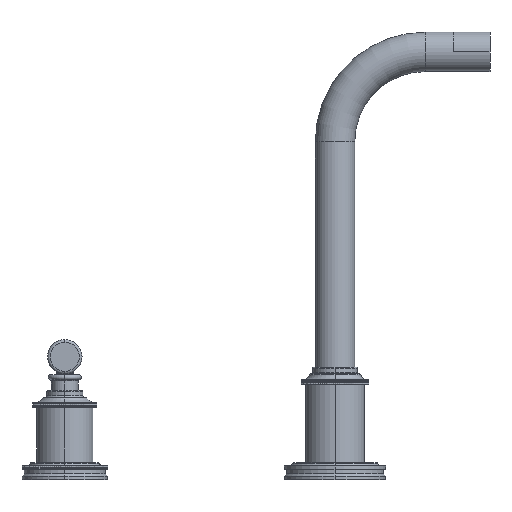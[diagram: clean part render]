
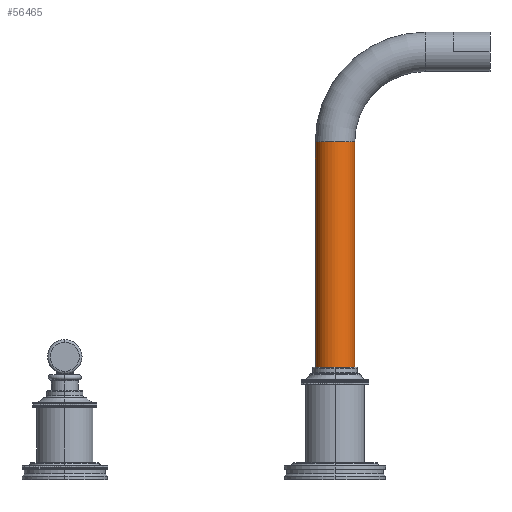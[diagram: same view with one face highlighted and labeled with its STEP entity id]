
A CAD part, left-side view. The second image highlights one B-rep face of the part: STEP entity #56465.
In plain terms, the highlighted cylindrical face has radius 11.113 mm (diameter 22.225 mm), a partial arc.
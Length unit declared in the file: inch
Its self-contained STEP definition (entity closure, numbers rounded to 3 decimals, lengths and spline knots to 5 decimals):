
#49715=CARTESIAN_POINT('',(0.,-6.,2.53));
#49716=DIRECTION('',(0.,0.,-1.));
#49717=DIRECTION('',(0.,-1.,0.));
#49718=AXIS2_PLACEMENT_3D('',#49715,#49716,#49717);
#49745=DIRECTION('',(0.,0.,-1.));
#49746=VECTOR('',#49745,5.);
#49747=CARTESIAN_POINT('',(0.,-5.5625,7.53));
#49748=LINE('',#49747,#49746);
#49749=CARTESIAN_POINT('',(0.,-6.,7.53));
#49750=DIRECTION('',(0.,0.,-1.));
#49751=DIRECTION('',(0.,-1.,0.));
#49752=AXIS2_PLACEMENT_3D('',#49749,#49750,#49751);
#49754=DIRECTION('',(0.,0.,-1.));
#49755=VECTOR('',#49754,5.);
#49756=CARTESIAN_POINT('',(0.,-6.4375,7.53));
#49757=LINE('',#49756,#49755);
#51030=CARTESIAN_POINT('',(0.,-5.5625,7.53));
#51031=CARTESIAN_POINT('',(0.,-6.4375,7.53));
#51032=VERTEX_POINT('',#51030);
#51033=VERTEX_POINT('',#51031);
#51034=CARTESIAN_POINT('',(0.,-5.5625,2.53));
#51035=CARTESIAN_POINT('',(0.,-6.4375,2.53));
#51036=VERTEX_POINT('',#51034);
#51037=VERTEX_POINT('',#51035);
#56453=CARTESIAN_POINT('',(0.,-6.,7.53));
#56454=DIRECTION('',(0.,0.,-1.));
#56455=DIRECTION('',(0.,1.,0.));
#56456=AXIS2_PLACEMENT_3D('',#56453,#56454,#56455);
#56457=CYLINDRICAL_SURFACE('',#56456,0.4375);
#56458=ORIENTED_EDGE('',*,*,#56395,.T.);
#56459=ORIENTED_EDGE('',*,*,#56448,.F.);
#56461=ORIENTED_EDGE('',*,*,#56460,.F.);
#56462=ORIENTED_EDGE('',*,*,#56444,.T.);
#56463=EDGE_LOOP('',(#56458,#56459,#56461,#56462));
#56464=FACE_OUTER_BOUND('',#56463,.F.);
#56465=ADVANCED_FACE('',(#56464),#56457,.T.);
#49719=CIRCLE('',#49718,0.4375);
#49753=CIRCLE('',#49752,0.4375);
#56395=EDGE_CURVE('',#51037,#51036,#49719,.T.);
#56444=EDGE_CURVE('',#51033,#51037,#49757,.T.);
#56448=EDGE_CURVE('',#51032,#51036,#49748,.T.);
#56460=EDGE_CURVE('',#51033,#51032,#49753,.T.);
